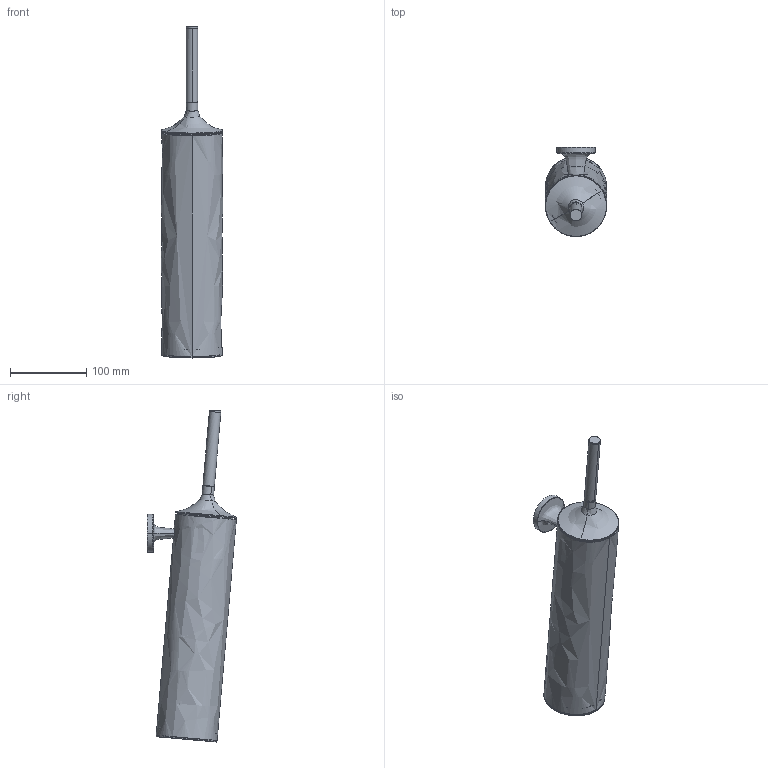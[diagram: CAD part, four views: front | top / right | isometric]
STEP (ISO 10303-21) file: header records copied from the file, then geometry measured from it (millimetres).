
FILE_DESCRIPTION(/* description */ (''),/* implementation_level */ '2;1');
FILE_NAME(/* name */ '009946',/* time_stamp */ '2019-02-13T10:43:11+01:00',/* author */ (''),/* organization */ (''),/* preprocessor_version */ 'ST-DEVELOPER v15',/* originating_system */ '',/* authorisation */ '');
FILE_SCHEMA (('AUTOMOTIVE_DESIGN'));
Length unit declared in the file: millimetre
Products named in the file (1): Document
Bounding box: 79.98 x 116.59 x 434.45 mm (x, y, z)
Volume: 106040.5 mm3; surface area: 191793.1 mm2
Topology: 5 solids, 7 shells, 199 faces, 467 edges, 267 vertices
Faces by surface type: bspline 199
Entity records: 24943 total; most frequent: CARTESIAN_POINT 19394, B_SPLINE_CURVE_WITH_KNOTS 985, ORIENTED_EDGE 884, PCURVE 884, DEFINITIONAL_REPRESENTATION 884, SURFACE_CURVE 461, EDGE_CURVE 461, VERTEX_POINT 267
